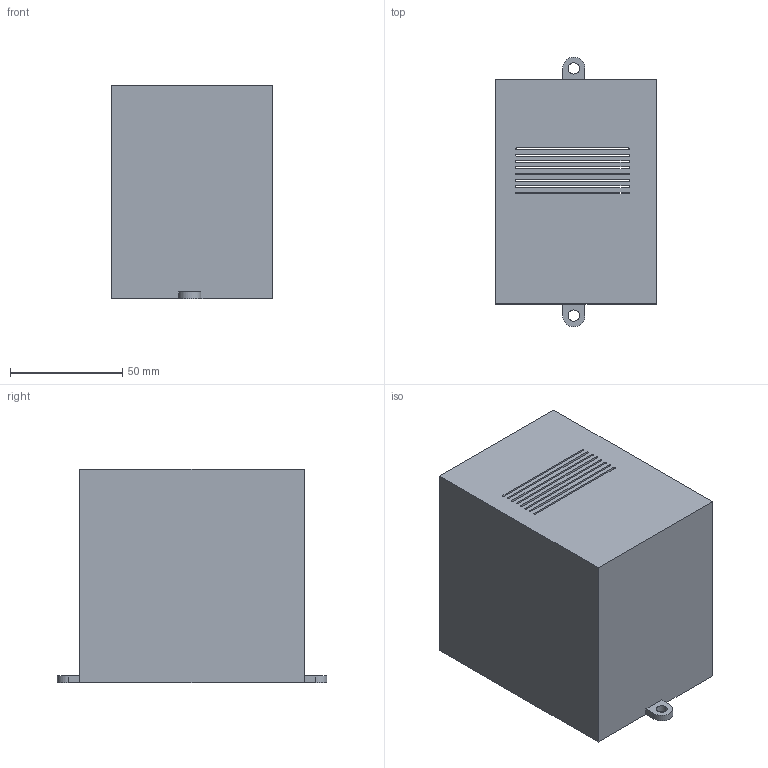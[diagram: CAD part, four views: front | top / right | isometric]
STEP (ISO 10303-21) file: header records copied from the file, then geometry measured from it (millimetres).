
FILE_DESCRIPTION (( 'STEP AP214' ), '1' );
FILE_NAME ('portasensor.STEP', '2019-12-05T02:42:14', ( '' ), ( '' ), 'SwSTEP 2.0', 'SolidWorks 2019', '' );
FILE_SCHEMA (( 'AUTOMOTIVE_DESIGN' ));
Length unit declared in the file: millimetre
Products named in the file (1): portasensor
Bounding box: 72 x 120 x 95 mm (x, y, z)
Volume: 114020.4 mm3; surface area: 80145.9 mm2
Topology: 1 solids, 1 shells, 71 faces, 204 edges, 136 vertices
Faces by surface type: plane 41, cylinder 30
Entity records: 2412 total; most frequent: CARTESIAN_POINT 412, ORIENTED_EDGE 408, DIRECTION 408, EDGE_CURVE 204, LINE 144, VECTOR 144, VERTEX_POINT 136, AXIS2_PLACEMENT_3D 132
